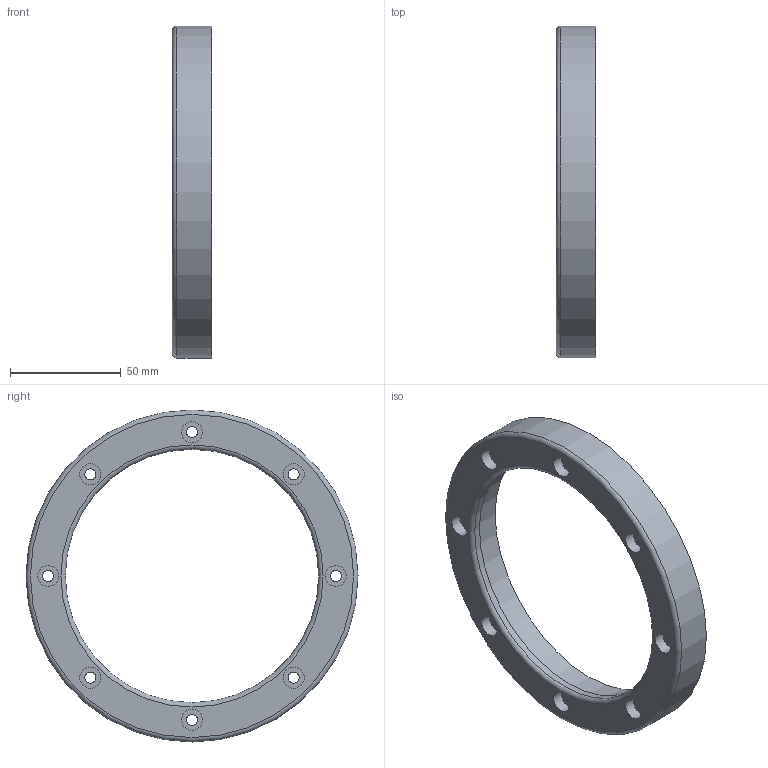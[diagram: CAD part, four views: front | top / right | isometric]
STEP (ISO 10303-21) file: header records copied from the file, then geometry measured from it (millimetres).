
FILE_DESCRIPTION(/* description */ ('STEP AP242','CAx-IF Rec.Pracs.---Representation and Presentation of Product Manufacturing Information (PMI)---4.0---2014-10-13','CAx-IF Rec.Pracs.---3D Tessellated Geometry---0.4---2014-09-14','2;1'),/* implementation_level */ '2;1');
FILE_NAME(/* name */ '67e4a3bd81834f5444d7e355',/* time_stamp */ '2025-03-27T01:02:53Z',/* author */ (''),/* organization */ (''),/* preprocessor_version */ 'ST-DEVELOPER v20',/* originating_system */ 'ONSHAPE BY PTC INC, 1.195',/* authorisation */ ' ');
FILE_SCHEMA (('AP242_MANAGED_MODEL_BASED_3D_ENGINEERING_MIM_LF { 1 0 10303 442 1 1 4 }'));
Length unit declared in the file: metre
Products named in the file (1): Retention Outer
Bounding box: 17.8 x 150 x 150 mm (x, y, z)
Volume: 112909.6 mm3; surface area: 31530.9 mm2
Topology: 1 solids, 1 shells, 32 faces, 61 edges, 40 vertices
Faces by surface type: cylinder 19, plane 11, torus 2
Full cylindrical faces by diameter (mm): 4.978 x8, 9.525 x8, 114.453 x1, 119.98 x1, 150 x1
Entity records: 782 total; most frequent: DIRECTION 146, CARTESIAN_POINT 113, ORIENTED_EDGE 80, EDGE_LOOP 80, FACE_BOUND 80, AXIS2_PLACEMENT_3D 73, EDGE_CURVE 40, VERTEX_POINT 40
